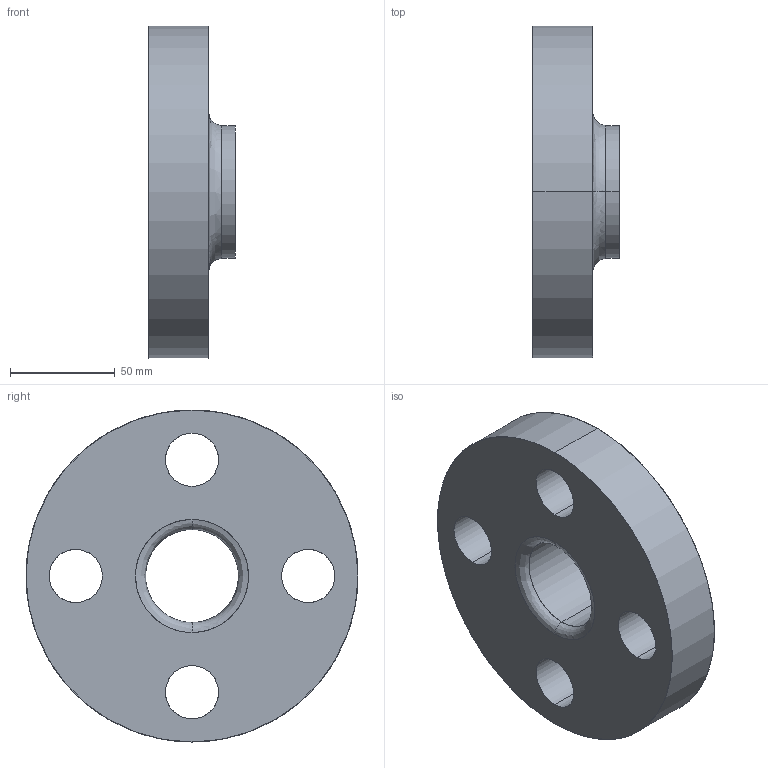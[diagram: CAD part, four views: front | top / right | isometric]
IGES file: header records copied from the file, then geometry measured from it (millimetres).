
Start section: SolidWorks IGES file using analytic representation for surfaces
Global section: file name: 1-1_4_900_B165_LJF.IGS; native system: SolidWorks 2023; preprocessor: SolidWorks 2023; author: Ken_Snader; date: 240109.210354; units: inch
Bounding box: 41.27 x 158.75 x 158.75 mm (x, y, z)
Surface area: 63297.3 mm2 (no closed solid volume)
Topology: 0 solids, 0 shells, 21 faces, 680 edges, 680 vertices
Faces by surface type: revolution 14, bspline 7
